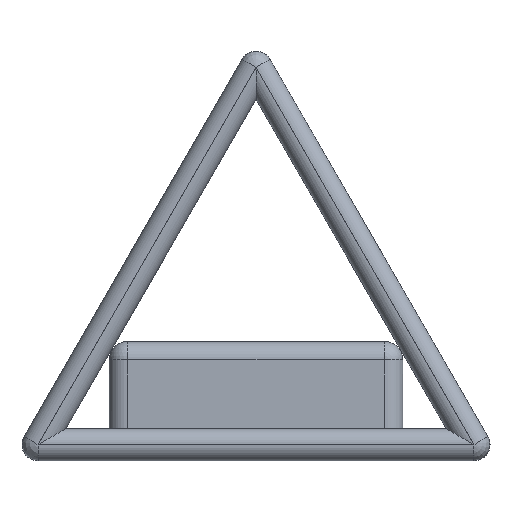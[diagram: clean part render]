
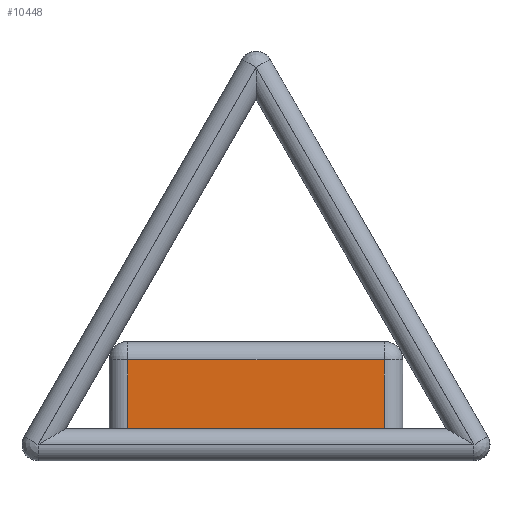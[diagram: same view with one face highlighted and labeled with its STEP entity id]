
A CAD part, left-side view. The second image highlights one B-rep face of the part: STEP entity #10448.
In plain terms, the highlighted planar face has unit normal (-1, 0, 0).
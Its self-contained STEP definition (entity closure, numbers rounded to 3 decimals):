
#918 = CYLINDRICAL_SURFACE('',#919,2.);
#919 = AXIS2_PLACEMENT_3D('',#920,#921,#922);
#920 = CARTESIAN_POINT('',(-23.5,14.,0.));
#921 = DIRECTION('',(0.,0.,1.));
#922 = DIRECTION('',(-0.,1.,0.));
#1827 = CYLINDRICAL_SURFACE('',#1828,2.);
#1828 = AXIS2_PLACEMENT_3D('',#1829,#1830,#1831);
#1829 = CARTESIAN_POINT('',(-23.5,-14.,0.));
#1830 = DIRECTION('',(0.,0.,1.));
#1831 = DIRECTION('',(0.,-1.,0.));
#4110 = PLANE('',#4111);
#4111 = AXIS2_PLACEMENT_3D('',#4112,#4113,#4114);
#4112 = CARTESIAN_POINT('',(0.,0.,0.));
#4113 = DIRECTION('',(0.,0.,1.));
#4114 = DIRECTION('',(1.,0.,-0.));
#4278 = VERTEX_POINT('',#4279);
#4279 = CARTESIAN_POINT('',(-25.5,14.,0.));
#4301 = EDGE_CURVE('',#4278,#4302,#4304,.T.);
#4302 = VERTEX_POINT('',#4303);
#4303 = CARTESIAN_POINT('',(-25.5,14.,11.));
#4304 = SURFACE_CURVE('',#4305,(#4309,#4316),.PCURVE_S1.);
#4305 = LINE('',#4306,#4307);
#4306 = CARTESIAN_POINT('',(-25.5,14.,0.));
#4307 = VECTOR('',#4308,1.);
#4308 = DIRECTION('',(0.,0.,1.));
#4309 = PCURVE('',#918,#4310);
#4310 = DEFINITIONAL_REPRESENTATION('',(#4311),#4315);
#4311 = LINE('',#4312,#4313);
#4312 = CARTESIAN_POINT('',(1.571,0.));
#4313 = VECTOR('',#4314,1.);
#4314 = DIRECTION('',(0.,1.));
#4315 = ( GEOMETRIC_REPRESENTATION_CONTEXT(2) 
PARAMETRIC_REPRESENTATION_CONTEXT() REPRESENTATION_CONTEXT('2D SPACE',''
  ) );
#4316 = PCURVE('',#4317,#4322);
#4317 = PLANE('',#4318);
#4318 = AXIS2_PLACEMENT_3D('',#4319,#4320,#4321);
#4319 = CARTESIAN_POINT('',(-25.5,16.,0.));
#4320 = DIRECTION('',(1.,0.,-0.));
#4321 = DIRECTION('',(0.,-1.,0.));
#4322 = DEFINITIONAL_REPRESENTATION('',(#4323),#4327);
#4323 = LINE('',#4324,#4325);
#4324 = CARTESIAN_POINT('',(2.,0.));
#4325 = VECTOR('',#4326,1.);
#4326 = DIRECTION('',(0.,-1.));
#4327 = ( GEOMETRIC_REPRESENTATION_CONTEXT(2) 
PARAMETRIC_REPRESENTATION_CONTEXT() REPRESENTATION_CONTEXT('2D SPACE',''
  ) );
#5209 = VERTEX_POINT('',#5210);
#5210 = CARTESIAN_POINT('',(-25.5,-14.,0.));
#5236 = EDGE_CURVE('',#5209,#5237,#5239,.T.);
#5237 = VERTEX_POINT('',#5238);
#5238 = CARTESIAN_POINT('',(-25.5,-14.,11.));
#5239 = SURFACE_CURVE('',#5240,(#5244,#5251),.PCURVE_S1.);
#5240 = LINE('',#5241,#5242);
#5241 = CARTESIAN_POINT('',(-25.5,-14.,0.));
#5242 = VECTOR('',#5243,1.);
#5243 = DIRECTION('',(0.,0.,1.));
#5244 = PCURVE('',#1827,#5245);
#5245 = DEFINITIONAL_REPRESENTATION('',(#5246),#5250);
#5246 = LINE('',#5247,#5248);
#5247 = CARTESIAN_POINT('',(-1.571,0.));
#5248 = VECTOR('',#5249,1.);
#5249 = DIRECTION('',(-0.,1.));
#5250 = ( GEOMETRIC_REPRESENTATION_CONTEXT(2) 
PARAMETRIC_REPRESENTATION_CONTEXT() REPRESENTATION_CONTEXT('2D SPACE',''
  ) );
#5251 = PCURVE('',#4317,#5252);
#5252 = DEFINITIONAL_REPRESENTATION('',(#5253),#5257);
#5253 = LINE('',#5254,#5255);
#5254 = CARTESIAN_POINT('',(30.,0.));
#5255 = VECTOR('',#5256,1.);
#5256 = DIRECTION('',(0.,-1.));
#5257 = ( GEOMETRIC_REPRESENTATION_CONTEXT(2) 
PARAMETRIC_REPRESENTATION_CONTEXT() REPRESENTATION_CONTEXT('2D SPACE',''
  ) );
#9685 = EDGE_CURVE('',#4278,#5209,#9686,.T.);
#9686 = SURFACE_CURVE('',#9687,(#9691,#9698),.PCURVE_S1.);
#9687 = LINE('',#9688,#9689);
#9688 = CARTESIAN_POINT('',(-25.5,16.,0.));
#9689 = VECTOR('',#9690,1.);
#9690 = DIRECTION('',(0.,-1.,0.));
#9691 = PCURVE('',#4110,#9692);
#9692 = DEFINITIONAL_REPRESENTATION('',(#9693),#9697);
#9693 = LINE('',#9694,#9695);
#9694 = CARTESIAN_POINT('',(-25.5,16.));
#9695 = VECTOR('',#9696,1.);
#9696 = DIRECTION('',(0.,-1.));
#9697 = ( GEOMETRIC_REPRESENTATION_CONTEXT(2) 
PARAMETRIC_REPRESENTATION_CONTEXT() REPRESENTATION_CONTEXT('2D SPACE',''
  ) );
#9698 = PCURVE('',#4317,#9699);
#9699 = DEFINITIONAL_REPRESENTATION('',(#9700),#9704);
#9700 = LINE('',#9701,#9702);
#9701 = CARTESIAN_POINT('',(0.,0.));
#9702 = VECTOR('',#9703,1.);
#9703 = DIRECTION('',(1.,0.));
#9704 = ( GEOMETRIC_REPRESENTATION_CONTEXT(2) 
PARAMETRIC_REPRESENTATION_CONTEXT() REPRESENTATION_CONTEXT('2D SPACE',''
  ) );
#10437 = CYLINDRICAL_SURFACE('',#10438,2.);
#10438 = AXIS2_PLACEMENT_3D('',#10439,#10440,#10441);
#10439 = CARTESIAN_POINT('',(-23.5,16.,11.));
#10440 = DIRECTION('',(0.,-1.,0.));
#10441 = DIRECTION('',(-1.,-0.,0.));
#10448 = ADVANCED_FACE('',(#10449),#4317,.F.);
#10449 = FACE_BOUND('',#10450,.F.);
#10450 = EDGE_LOOP('',(#10451,#10452,#10453,#10474));
#10451 = ORIENTED_EDGE('',*,*,#9685,.F.);
#10452 = ORIENTED_EDGE('',*,*,#4301,.T.);
#10453 = ORIENTED_EDGE('',*,*,#10454,.T.);
#10454 = EDGE_CURVE('',#4302,#5237,#10455,.T.);
#10455 = SURFACE_CURVE('',#10456,(#10460,#10467),.PCURVE_S1.);
#10456 = LINE('',#10457,#10458);
#10457 = CARTESIAN_POINT('',(-25.5,16.,11.));
#10458 = VECTOR('',#10459,1.);
#10459 = DIRECTION('',(0.,-1.,0.));
#10460 = PCURVE('',#4317,#10461);
#10461 = DEFINITIONAL_REPRESENTATION('',(#10462),#10466);
#10462 = LINE('',#10463,#10464);
#10463 = CARTESIAN_POINT('',(0.,-11.));
#10464 = VECTOR('',#10465,1.);
#10465 = DIRECTION('',(1.,0.));
#10466 = ( GEOMETRIC_REPRESENTATION_CONTEXT(2) 
PARAMETRIC_REPRESENTATION_CONTEXT() REPRESENTATION_CONTEXT('2D SPACE',''
  ) );
#10467 = PCURVE('',#10437,#10468);
#10468 = DEFINITIONAL_REPRESENTATION('',(#10469),#10473);
#10469 = LINE('',#10470,#10471);
#10470 = CARTESIAN_POINT('',(-0.,0.));
#10471 = VECTOR('',#10472,1.);
#10472 = DIRECTION('',(-0.,1.));
#10473 = ( GEOMETRIC_REPRESENTATION_CONTEXT(2) 
PARAMETRIC_REPRESENTATION_CONTEXT() REPRESENTATION_CONTEXT('2D SPACE',''
  ) );
#10474 = ORIENTED_EDGE('',*,*,#5236,.F.);
